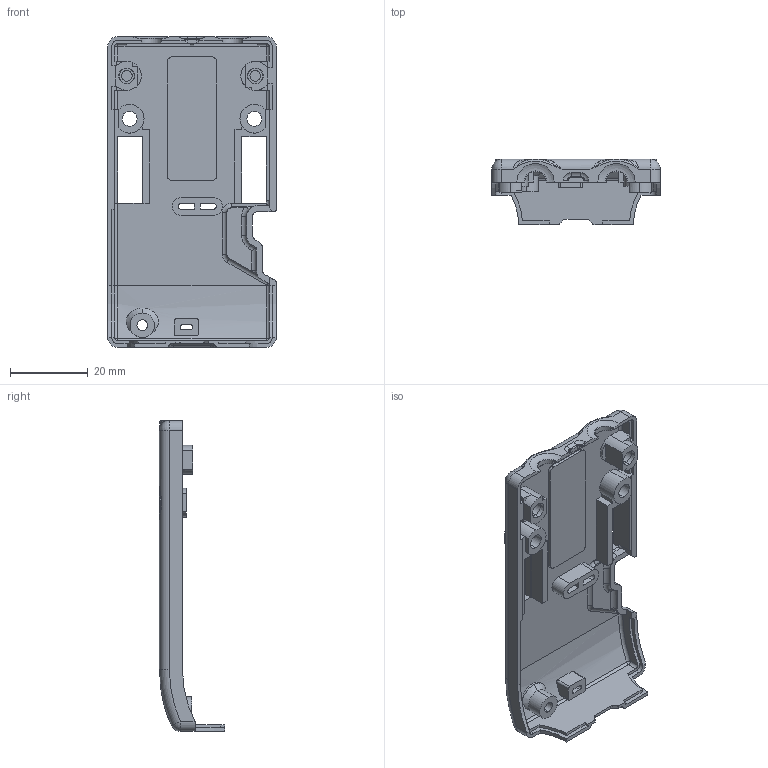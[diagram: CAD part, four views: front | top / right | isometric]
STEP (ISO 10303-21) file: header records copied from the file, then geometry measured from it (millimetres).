
FILE_DESCRIPTION (( 'STEP AP203' ), '1' );
FILE_NAME ('7146_Tympan_Rev-E2_Top_Case.STEP', '2021-06-23T04:04:50', ( '' ), ( '' ), 'SwSTEP 2.0', 'SolidWorks 2018', '' );
FILE_SCHEMA (( 'CONFIG_CONTROL_DESIGN' ));
Length unit declared in the file: inch
Products named in the file (1): 7146_Tympan_Rev-E2_Top_Case
Bounding box: 43.24 x 16.71 x 79.8 mm (x, y, z)
Volume: 8950.8 mm3; surface area: 10660 mm2
Topology: 1 solids, 1 shells, 558 faces, 1465 edges, 916 vertices
Faces by surface type: plane 299, cylinder 144, bspline 57, torus 39, cone 10, sphere 9
Entity records: 19937 total; most frequent: CARTESIAN_POINT 6410, ORIENTED_EDGE 2906, DIRECTION 2666, EDGE_CURVE 1453, VECTOR 934, LINE 934, VERTEX_POINT 916, AXIS2_PLACEMENT_3D 866
